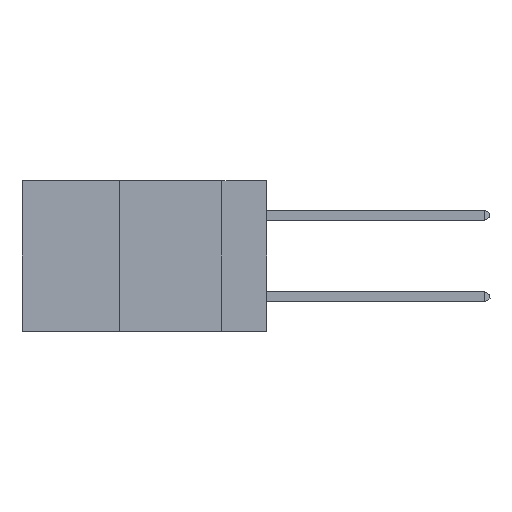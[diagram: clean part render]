
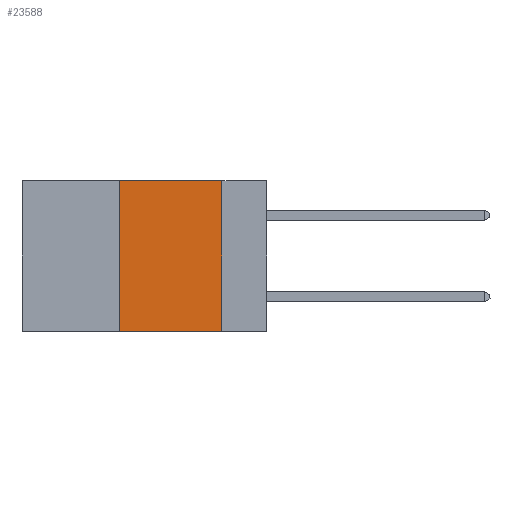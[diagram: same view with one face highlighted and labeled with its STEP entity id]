
A CAD part, left-side view. The second image highlights one B-rep face of the part: STEP entity #23588.
In plain terms, the highlighted planar face has unit normal (-1, 0, 0).
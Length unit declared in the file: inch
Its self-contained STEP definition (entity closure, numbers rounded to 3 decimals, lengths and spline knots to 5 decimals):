
#1090 = EDGE_CURVE ( 'NONE', #2259, #6965, #20929, .T. ) ;
#1182 = CARTESIAN_POINT ( 'NONE',  ( 0., 0.11, -0.37 ) ) ;
#1836 = CARTESIAN_POINT ( 'NONE',  ( 0., 0.36, 0. ) ) ;
#2021 = PLANE ( 'NONE',  #2253 ) ;
#2236 = CARTESIAN_POINT ( 'NONE',  ( 0., 0.6, 0. ) ) ;
#2253 = AXIS2_PLACEMENT_3D ( 'NONE', #3922, #16895, #5836 ) ;
#2259 = VERTEX_POINT ( 'NONE', #7857 ) ;
#3922 = CARTESIAN_POINT ( 'NONE',  ( 0., 0.6, 0. ) ) ;
#4841 = VECTOR ( 'NONE', #23737, 39.37008 ) ;
#5324 = ORIENTED_EDGE ( 'NONE', *, *, #12695, .T. ) ;
#5836 = DIRECTION ( 'NONE',  ( 0., 0., -1. ) ) ;
#6010 = CARTESIAN_POINT ( 'NONE',  ( 0., 0.11, 0. ) ) ;
#6402 = VECTOR ( 'NONE', #8561, 39.37008 ) ;
#6965 = VERTEX_POINT ( 'NONE', #7538 ) ;
#7520 = ORIENTED_EDGE ( 'NONE', *, *, #1090, .F. ) ;
#7538 = CARTESIAN_POINT ( 'NONE',  ( 0., 0.11, 0. ) ) ;
#7857 = CARTESIAN_POINT ( 'NONE',  ( 0., 0.36, 0. ) ) ;
#8529 = ORIENTED_EDGE ( 'NONE', *, *, #19971, .F. ) ;
#8561 = DIRECTION ( 'NONE',  ( 0., -1., 0. ) ) ;
#9504 = EDGE_LOOP ( 'NONE', ( #18795, #7520, #8529, #5324 ) ) ;
#11370 = VECTOR ( 'NONE', #22338, 39.37008 ) ;
#11429 = VERTEX_POINT ( 'NONE', #1182 ) ;
#12114 = FACE_OUTER_BOUND ( 'NONE', #9504, .T. ) ;
#12219 = DIRECTION ( 'NONE',  ( 0., -1., 0. ) ) ;
#12695 = EDGE_CURVE ( 'NONE', #18679, #11429, #13834, .T. ) ;
#13834 = LINE ( 'NONE', #21217, #18601 ) ;
#14642 = CARTESIAN_POINT ( 'NONE',  ( 0., 0.36, -0.37 ) ) ;
#16314 = LINE ( 'NONE', #6010, #11370 ) ;
#16895 = DIRECTION ( 'NONE',  ( 1., 0., 0. ) ) ;
#17585 = EDGE_CURVE ( 'NONE', #6965, #11429, #16314, .T. ) ;
#18601 = VECTOR ( 'NONE', #12219, 39.37008 ) ;
#18679 = VERTEX_POINT ( 'NONE', #14642 ) ;
#18795 = ORIENTED_EDGE ( 'NONE', *, *, #17585, .F. ) ;
#19472 = LINE ( 'NONE', #1836, #4841 ) ;
#19971 = EDGE_CURVE ( 'NONE', #18679, #2259, #19472, .T. ) ;
#20929 = LINE ( 'NONE', #2236, #6402 ) ;
#21217 = CARTESIAN_POINT ( 'NONE',  ( 0., 0.6, -0.37 ) ) ;
#22338 = DIRECTION ( 'NONE',  ( 0., 0., -1. ) ) ;
#23588 = ADVANCED_FACE ( 'NONE', ( #12114 ), #2021, .F. ) ;
#23737 = DIRECTION ( 'NONE',  ( 0., 0., 1. ) ) ;
